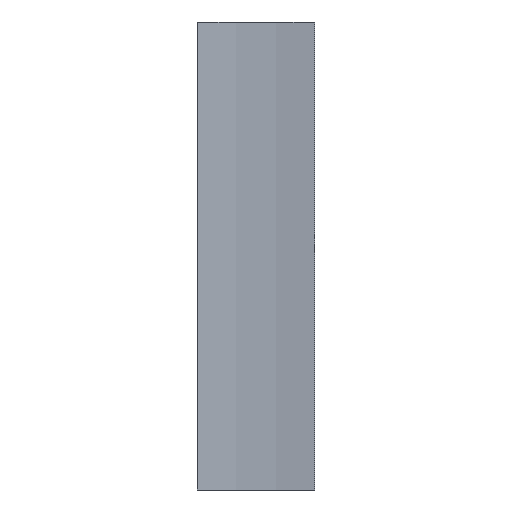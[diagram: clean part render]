
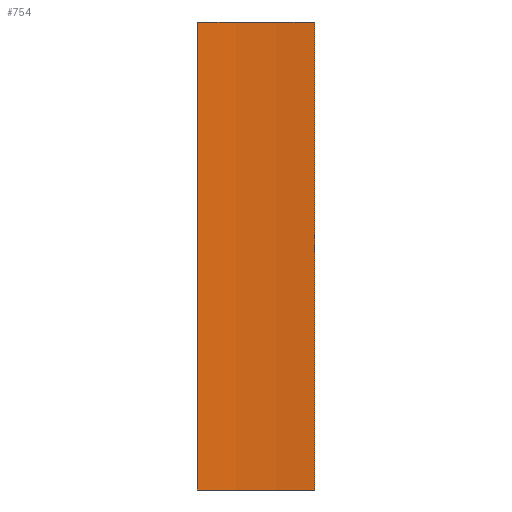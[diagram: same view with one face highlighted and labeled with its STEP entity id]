
A CAD part, front view. The second image highlights one B-rep face of the part: STEP entity #754.
In plain terms, the highlighted cylindrical face has radius 80.518 mm (diameter 161.036 mm), a partial arc.
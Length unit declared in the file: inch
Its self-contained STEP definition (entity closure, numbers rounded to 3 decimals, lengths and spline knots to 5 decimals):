
#19 = ORIENTED_EDGE ( 'NONE', *, *, #630, .T. ) ;
#31 = CARTESIAN_POINT ( 'NONE',  ( 0.5, -0.26968, 4. ) ) ;
#36 = CARTESIAN_POINT ( 'NONE',  ( -0.5, -0.26968, 0. ) ) ;
#83 = VERTEX_POINT ( 'NONE', #31 ) ;
#100 = VERTEX_POINT ( 'NONE', #36 ) ;
#109 = CARTESIAN_POINT ( 'NONE',  ( 0.5, -0.26968, 4. ) ) ;
#111 = CYLINDRICAL_SURFACE ( 'NONE', #462, 3.17 ) ;
#119 = ORIENTED_EDGE ( 'NONE', *, *, #592, .T. ) ;
#144 = EDGE_CURVE ( 'NONE', #83, #401, #893, .T. ) ;
#145 = ORIENTED_EDGE ( 'NONE', *, *, #144, .F. ) ;
#148 = EDGE_LOOP ( 'NONE', ( #119, #145, #620, #19 ) ) ;
#189 = CARTESIAN_POINT ( 'NONE',  ( 0., -3.4, 4. ) ) ;
#198 = LINE ( 'NONE', #548, #716 ) ;
#202 = VERTEX_POINT ( 'NONE', #537 ) ;
#231 = AXIS2_PLACEMENT_3D ( 'NONE', #877, #666, #513 ) ;
#277 = AXIS2_PLACEMENT_3D ( 'NONE', #455, #356, #697 ) ;
#315 = DIRECTION ( 'NONE',  ( -1., 0., 0. ) ) ;
#356 = DIRECTION ( 'NONE',  ( 0., 0., -1. ) ) ;
#401 = VERTEX_POINT ( 'NONE', #927 ) ;
#455 = CARTESIAN_POINT ( 'NONE',  ( 0., -3.4, 0. ) ) ;
#462 = AXIS2_PLACEMENT_3D ( 'NONE', #189, #587, #315 ) ;
#513 = DIRECTION ( 'NONE',  ( 1., 0., 0. ) ) ;
#526 = EDGE_CURVE ( 'NONE', #202, #83, #629, .T. ) ;
#537 = CARTESIAN_POINT ( 'NONE',  ( -0.5, -0.26968, 4. ) ) ;
#548 = CARTESIAN_POINT ( 'NONE',  ( -0.5, -0.26968, 4. ) ) ;
#555 = DIRECTION ( 'NONE',  ( 0., 0., -1. ) ) ;
#587 = DIRECTION ( 'NONE',  ( 0., 0., -1. ) ) ;
#592 = EDGE_CURVE ( 'NONE', #100, #401, #688, .T. ) ;
#602 = FACE_OUTER_BOUND ( 'NONE', #148, .T. ) ;
#620 = ORIENTED_EDGE ( 'NONE', *, *, #526, .F. ) ;
#629 = CIRCLE ( 'NONE', #231, 3.17 ) ;
#630 = EDGE_CURVE ( 'NONE', #202, #100, #198, .T. ) ;
#666 = DIRECTION ( 'NONE',  ( 0., 0., -1. ) ) ;
#688 = CIRCLE ( 'NONE', #277, 3.17 ) ;
#697 = DIRECTION ( 'NONE',  ( 1., 0., 0. ) ) ;
#716 = VECTOR ( 'NONE', #555, 39.37008 ) ;
#754 = ADVANCED_FACE ( 'NONE', ( #602 ), #111, .F. ) ;
#760 = DIRECTION ( 'NONE',  ( 0., 0., -1. ) ) ;
#785 = VECTOR ( 'NONE', #760, 39.37008 ) ;
#877 = CARTESIAN_POINT ( 'NONE',  ( 0., -3.4, 4. ) ) ;
#893 = LINE ( 'NONE', #109, #785 ) ;
#927 = CARTESIAN_POINT ( 'NONE',  ( 0.5, -0.26968, 0. ) ) ;
